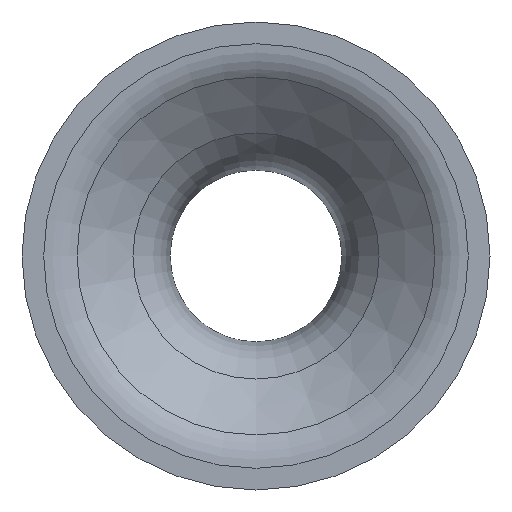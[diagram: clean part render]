
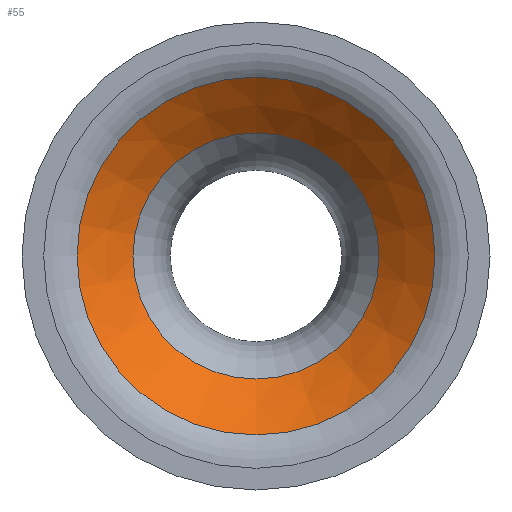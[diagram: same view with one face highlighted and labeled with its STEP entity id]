
A CAD part, left-side view. The second image highlights one B-rep face of the part: STEP entity #55.
In plain terms, the highlighted conical face has half-angle 50.074 degrees and reference radius 7.099 mm.
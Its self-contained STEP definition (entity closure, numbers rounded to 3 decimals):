
#55 = ADVANCED_FACE( '', ( #116, #117 ), #118, .F. );
#116 = FACE_OUTER_BOUND( '', #175, .T. );
#117 = FACE_BOUND( '', #176, .T. );
#118 = CONICAL_SURFACE( '', #177, 7.099, 0.874 );
#175 = EDGE_LOOP( '', ( #246 ) );
#176 = EDGE_LOOP( '', ( #247 ) );
#177 = AXIS2_PLACEMENT_3D( '', #248, #249, #250 );
#246 = ORIENTED_EDGE( '', *, *, #271, .T. );
#247 = ORIENTED_EDGE( '', *, *, #273, .F. );
#248 = CARTESIAN_POINT( '', ( -11.601, 0., 0. ) );
#249 = DIRECTION( '', ( -1., 0., 0. ) );
#250 = DIRECTION( '', ( 0., 0., 1. ) );
#271 = EDGE_CURVE( '', #298, #298, #299, .T. );
#273 = EDGE_CURVE( '', #301, #301, #302, .T. );
#298 = VERTEX_POINT( '', #337 );
#299 = CIRCLE( '', #338, 10.325 );
#301 = VERTEX_POINT( '', #340 );
#302 = CIRCLE( '', #341, 7.099 );
#337 = CARTESIAN_POINT( '', ( -14.301, 0., 10.325 ) );
#338 = AXIS2_PLACEMENT_3D( '', #376, #377, #378 );
#340 = CARTESIAN_POINT( '', ( -11.601, 0., 7.099 ) );
#341 = AXIS2_PLACEMENT_3D( '', #379, #380, #381 );
#376 = CARTESIAN_POINT( '', ( -14.301, 0., 0. ) );
#377 = DIRECTION( '', ( -1., 0., 0. ) );
#378 = DIRECTION( '', ( 0., 0., 1. ) );
#379 = CARTESIAN_POINT( '', ( -11.601, 0., 0. ) );
#380 = DIRECTION( '', ( -1., 0., 0. ) );
#381 = DIRECTION( '', ( 0., 0., 1. ) );
